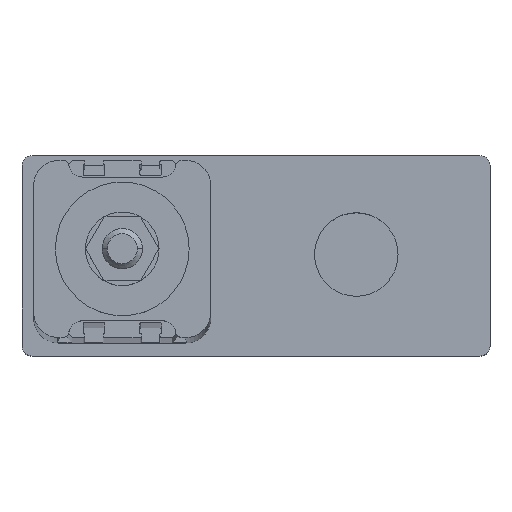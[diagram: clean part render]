
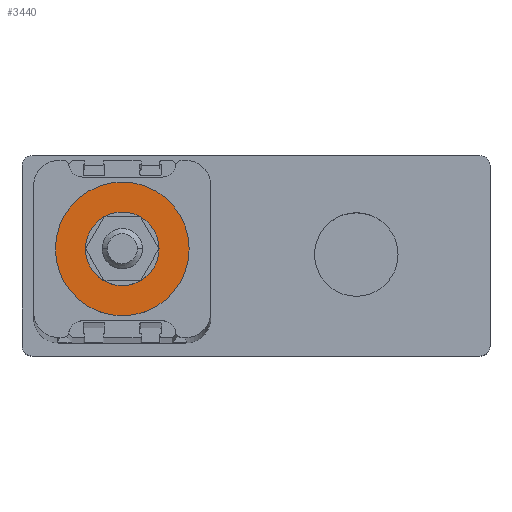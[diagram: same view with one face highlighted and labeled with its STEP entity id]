
A CAD part, top view. The second image highlights one B-rep face of the part: STEP entity #3440.
In plain terms, the highlighted planar face has unit normal (0, 0, 1).
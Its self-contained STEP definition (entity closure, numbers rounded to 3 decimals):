
#9 = DIRECTION ( 'NONE',  ( 0., 0., 1. ) ) ;
#259 = DIRECTION ( 'NONE',  ( 0., 0., 1. ) ) ;
#389 = DIRECTION ( 'NONE',  ( 0., 0., 1. ) ) ;
#432 = ORIENTED_EDGE ( 'NONE', *, *, #2847, .T. ) ;
#586 = FACE_BOUND ( 'NONE', #6637, .T. ) ;
#793 = ORIENTED_EDGE ( 'NONE', *, *, #4824, .T. ) ;
#1183 = VERTEX_POINT ( 'NONE', #2044 ) ;
#1270 = CARTESIAN_POINT ( 'NONE',  ( 0., 0., 940. ) ) ;
#1332 = AXIS2_PLACEMENT_3D ( 'NONE', #1270, #4905, #1788 ) ;
#1462 = VERTEX_POINT ( 'NONE', #1828 ) ;
#1536 = DIRECTION ( 'NONE',  ( 0., 0., 1. ) ) ;
#1786 = EDGE_CURVE ( 'NONE', #2055, #1462, #6621, .T. ) ;
#1788 = DIRECTION ( 'NONE',  ( 1., 0., 0. ) ) ;
#1828 = CARTESIAN_POINT ( 'NONE',  ( 11., 0., 940. ) ) ;
#2044 = CARTESIAN_POINT ( 'NONE',  ( -20., 0., 940. ) ) ;
#2055 = VERTEX_POINT ( 'NONE', #5090 ) ;
#2209 = CIRCLE ( 'NONE', #5042, 11. ) ;
#2255 = DIRECTION ( 'NONE',  ( 1., 0., 0. ) ) ;
#2299 = ORIENTED_EDGE ( 'NONE', *, *, #3244, .F. ) ;
#2847 = EDGE_CURVE ( 'NONE', #5285, #1183, #5714, .T. ) ;
#3134 = CARTESIAN_POINT ( 'NONE',  ( 0., 0., 940. ) ) ;
#3244 = EDGE_CURVE ( 'NONE', #1462, #2055, #2209, .T. ) ;
#3350 = AXIS2_PLACEMENT_3D ( 'NONE', #5067, #389, #2255 ) ;
#3380 = CARTESIAN_POINT ( 'NONE',  ( 0., 0., 940. ) ) ;
#3440 = ADVANCED_FACE ( 'NONE', ( #586, #4576 ), #6090, .T. ) ;
#3531 = AXIS2_PLACEMENT_3D ( 'NONE', #3134, #9, #3664 ) ;
#3609 = AXIS2_PLACEMENT_3D ( 'NONE', #4650, #1536, #5174 ) ;
#3664 = DIRECTION ( 'NONE',  ( 1., 0., 0. ) ) ;
#3897 = DIRECTION ( 'NONE',  ( 1., 0., 0. ) ) ;
#4322 = CIRCLE ( 'NONE', #3609, 20. ) ;
#4576 = FACE_OUTER_BOUND ( 'NONE', #6027, .T. ) ;
#4650 = CARTESIAN_POINT ( 'NONE',  ( 0., 0., 940. ) ) ;
#4824 = EDGE_CURVE ( 'NONE', #1183, #5285, #4322, .T. ) ;
#4905 = DIRECTION ( 'NONE',  ( 0., 0., 1. ) ) ;
#5042 = AXIS2_PLACEMENT_3D ( 'NONE', #3380, #259, #3897 ) ;
#5067 = CARTESIAN_POINT ( 'NONE',  ( 0., 0., 940. ) ) ;
#5090 = CARTESIAN_POINT ( 'NONE',  ( -11., 0., 940. ) ) ;
#5132 = ORIENTED_EDGE ( 'NONE', *, *, #1786, .F. ) ;
#5174 = DIRECTION ( 'NONE',  ( 1., 0., 0. ) ) ;
#5285 = VERTEX_POINT ( 'NONE', #5760 ) ;
#5714 = CIRCLE ( 'NONE', #1332, 20. ) ;
#5760 = CARTESIAN_POINT ( 'NONE',  ( 20., 0., 940. ) ) ;
#6027 = EDGE_LOOP ( 'NONE', ( #793, #432 ) ) ;
#6090 = PLANE ( 'NONE',  #3531 ) ;
#6621 = CIRCLE ( 'NONE', #3350, 11. ) ;
#6637 = EDGE_LOOP ( 'NONE', ( #5132, #2299 ) ) ;
